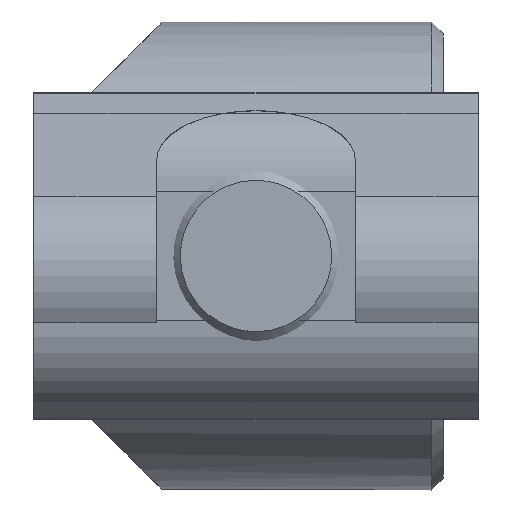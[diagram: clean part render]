
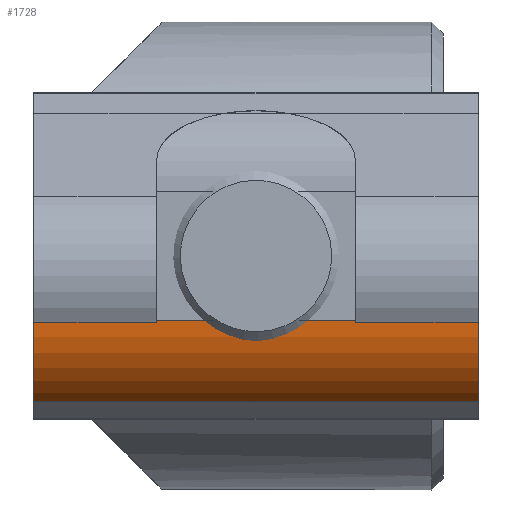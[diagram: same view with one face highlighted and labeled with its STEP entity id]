
A CAD part, front view. The second image highlights one B-rep face of the part: STEP entity #1728.
In plain terms, the highlighted cylindrical face has radius 4 mm (diameter 8 mm), a partial arc.
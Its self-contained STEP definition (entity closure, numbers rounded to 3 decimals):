
#93=CIRCLE('',#1903,4.);
#118=CIRCLE('',#1945,4.);
#146=CYLINDRICAL_SURFACE('',#1970,4.);
#227=FACE_OUTER_BOUND('',#318,.T.);
#318=EDGE_LOOP('',(#1516,#1517,#1518,#1519));
#476=LINE('',#3084,#629);
#477=LINE('',#3085,#630);
#629=VECTOR('',#2432,10.);
#630=VECTOR('',#2433,10.);
#727=VERTEX_POINT('',#2792);
#728=VERTEX_POINT('',#2794);
#800=VERTEX_POINT('',#3006);
#801=VERTEX_POINT('',#3008);
#932=EDGE_CURVE('',#727,#728,#93,.T.);
#1022=EDGE_CURVE('',#800,#801,#118,.T.);
#1060=EDGE_CURVE('',#801,#727,#476,.T.);
#1061=EDGE_CURVE('',#800,#728,#477,.T.);
#1516=ORIENTED_EDGE('',*,*,#1060,.F.);
#1517=ORIENTED_EDGE('',*,*,#1022,.F.);
#1518=ORIENTED_EDGE('',*,*,#1061,.T.);
#1519=ORIENTED_EDGE('',*,*,#932,.F.);
#1728=ADVANCED_FACE('',(#227),#146,.T.);
#1903=AXIS2_PLACEMENT_3D('',#2795,#2204,#2205);
#1945=AXIS2_PLACEMENT_3D('',#3009,#2343,#2344);
#1970=AXIS2_PLACEMENT_3D('',#3083,#2430,#2431);
#2204=DIRECTION('center_axis',(0.,-1.,0.));
#2205=DIRECTION('ref_axis',(-0.5,0.,-0.866));
#2343=DIRECTION('center_axis',(0.,1.,0.));
#2344=DIRECTION('ref_axis',(-0.5,0.,-0.866));
#2430=DIRECTION('center_axis',(0.,1.,0.));
#2431=DIRECTION('ref_axis',(-0.5,0.,-0.866));
#2432=DIRECTION('',(0.,-1.,0.));
#2433=DIRECTION('',(0.,-1.,0.));
#2792=CARTESIAN_POINT('',(3.7,-9.5,2.774));
#2794=CARTESIAN_POINT('',(1.7,-9.5,6.238));
#2795=CARTESIAN_POINT('Origin',(-0.3,-9.5,2.774));
#3006=CARTESIAN_POINT('',(1.7,9.5,6.238));
#3008=CARTESIAN_POINT('',(3.7,9.5,2.774));
#3009=CARTESIAN_POINT('Origin',(-0.3,9.5,2.774));
#3083=CARTESIAN_POINT('Origin',(-0.3,0.,2.774));
#3084=CARTESIAN_POINT('',(3.7,0.,2.774));
#3085=CARTESIAN_POINT('',(1.7,0.,6.238));
